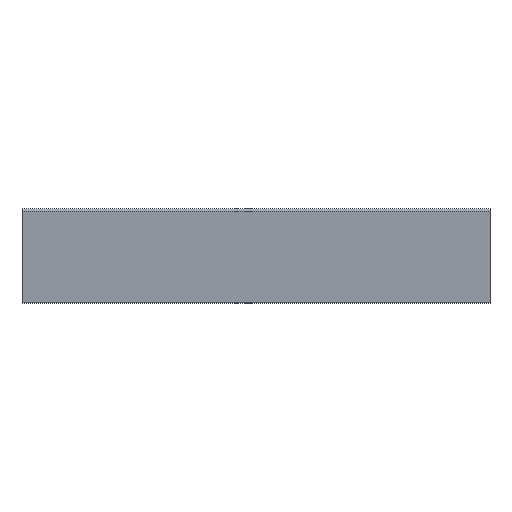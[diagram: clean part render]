
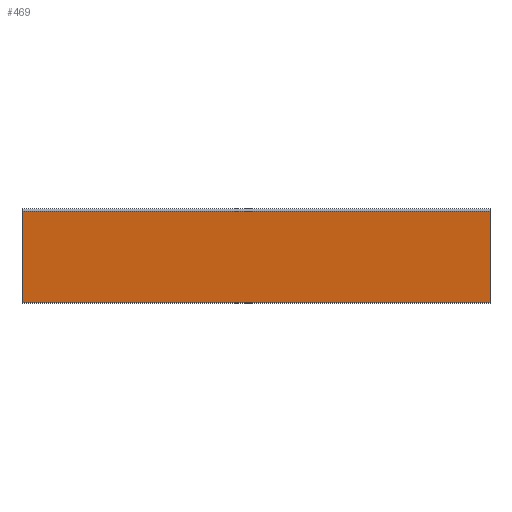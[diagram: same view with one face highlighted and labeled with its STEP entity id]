
A CAD part, left-side view. The second image highlights one B-rep face of the part: STEP entity #469.
In plain terms, the highlighted planar face has unit normal (-0.994, 0, -0.106).
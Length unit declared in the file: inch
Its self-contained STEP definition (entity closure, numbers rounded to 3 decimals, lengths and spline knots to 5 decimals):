
#24=CARTESIAN_POINT('',(2.9839,11.7672,-0.58438));
#25=VERTEX_POINT('',#24);
#43=CARTESIAN_POINT('',(2.9839,5.7672,-0.58438));
#44=VERTEX_POINT('',#43);
#52=CARTESIAN_POINT('',(2.9839,5.7672,-0.58438));
#53=DIRECTION('',(0.,1.,0.));
#54=VECTOR('',#53,1.);
#55=LINE('',#52,#54);
#56=EDGE_CURVE('',#44,#25,#55,.T.);
#415=CARTESIAN_POINT('',(2.85887,11.7672,0.58438));
#416=VERTEX_POINT('',#415);
#424=CARTESIAN_POINT('',(2.85887,5.7672,0.58438));
#425=VERTEX_POINT('',#424);
#426=CARTESIAN_POINT('',(2.85887,5.7672,0.58438));
#427=DIRECTION('',(0.,1.,0.));
#428=VECTOR('',#427,1.);
#429=LINE('',#426,#428);
#430=EDGE_CURVE('',#425,#416,#429,.T.);
#448=CARTESIAN_POINT('',(2.85887,11.7672,0.58438));
#449=DIRECTION('',(0.106,0.,-0.994));
#450=VECTOR('',#449,1.);
#451=LINE('',#448,#450);
#452=EDGE_CURVE('',#416,#25,#451,.T.);
#453=ORIENTED_EDGE('',*,*,#452,.T.);
#454=ORIENTED_EDGE('',*,*,#56,.F.);
#455=CARTESIAN_POINT('',(2.85887,5.7672,0.58438));
#456=DIRECTION('',(0.106,0.,-0.994));
#457=VECTOR('',#456,1.);
#458=LINE('',#455,#457);
#459=EDGE_CURVE('',#425,#44,#458,.T.);
#460=ORIENTED_EDGE('',*,*,#459,.F.);
#461=ORIENTED_EDGE('',*,*,#430,.T.);
#462=EDGE_LOOP('',(#453,#454,#460,#461));
#463=FACE_OUTER_BOUND('',#462,.T.);
#464=CARTESIAN_POINT('',(2.92139,5.7672,0.));
#465=DIRECTION('',(-0.994,0.,-0.106));
#466=DIRECTION('',(-0.106,0.,0.994));
#467=AXIS2_PLACEMENT_3D('',#464,#465,#466);
#468=PLANE('',#467);
#469=ADVANCED_FACE('',(#463),#468,.T.);
